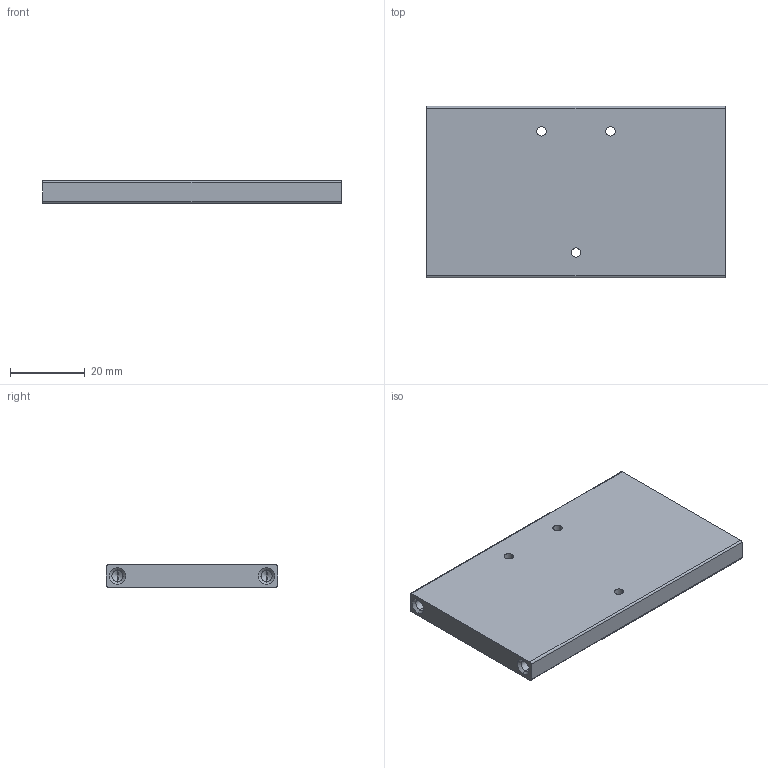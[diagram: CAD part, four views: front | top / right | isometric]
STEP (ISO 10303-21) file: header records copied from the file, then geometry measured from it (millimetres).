
FILE_DESCRIPTION (( 'STEP AP214' ), '1' );
FILE_NAME ('body_structure_top_imu.STEP', '2020-05-14T06:45:17', ( '' ), ( '' ), 'SwSTEP 2.0', 'SolidWorks 2017', '' );
FILE_SCHEMA (( 'AUTOMOTIVE_DESIGN' ));
Length unit declared in the file: millimetre
Products named in the file (1): body_structure_top_imu
Bounding box: 80 x 46 x 6 mm (x, y, z)
Volume: 11916.7 mm3; surface area: 10363.6 mm2
Topology: 1 solids, 1 shells, 139 faces, 323 edges, 184 vertices
Faces by surface type: cylinder 66, torus 32, plane 25, cone 16
Entity records: 3923 total; most frequent: DIRECTION 767, CARTESIAN_POINT 639, ORIENTED_EDGE 630, EDGE_CURVE 315, AXIS2_PLACEMENT_3D 312, VERTEX_POINT 184, CIRCLE 172, EDGE_LOOP 151
